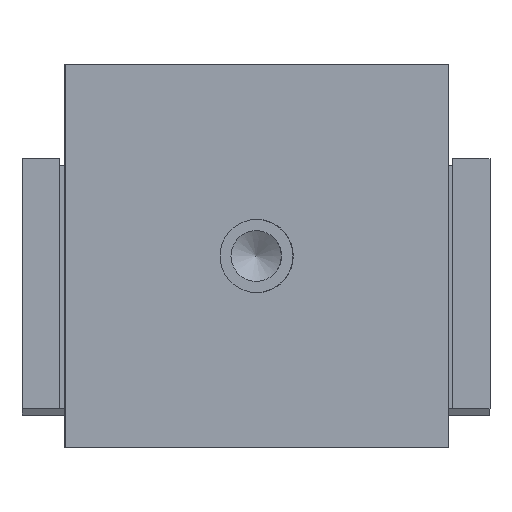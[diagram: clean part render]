
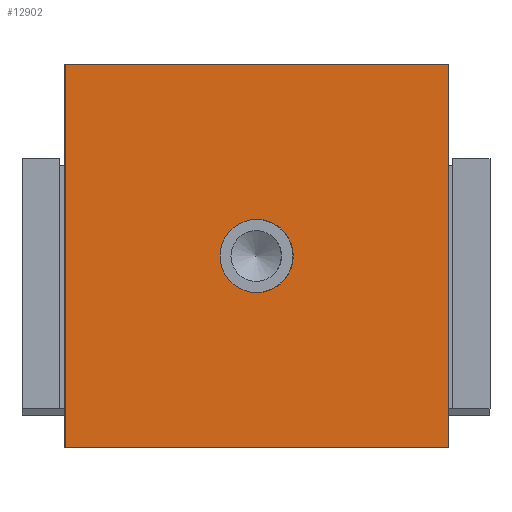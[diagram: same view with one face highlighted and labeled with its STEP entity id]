
A CAD part, left-side view. The second image highlights one B-rep face of the part: STEP entity #12902.
In plain terms, the highlighted planar face has unit normal (-1, -0.002, 0).
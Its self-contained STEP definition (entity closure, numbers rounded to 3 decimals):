
#598=FACE_BOUND('',#1694,.T.);
#709=CIRCLE('',#13703,2.388);
#962=FACE_OUTER_BOUND('',#1693,.T.);
#1693=EDGE_LOOP('',(#8504,#8505,#8506,#8507));
#1694=EDGE_LOOP('',(#8508));
#2569=LINE('',#17776,#3867);
#2570=LINE('',#17778,#3868);
#2571=LINE('',#17780,#3869);
#2572=LINE('',#17781,#3870);
#3867=VECTOR('',#14889,24.994);
#3868=VECTOR('',#14890,24.994);
#3869=VECTOR('',#14891,24.994);
#3870=VECTOR('',#14892,24.994);
#5118=VERTEX_POINT('',#17675);
#5166=VERTEX_POINT('',#17774);
#5167=VERTEX_POINT('',#17775);
#5168=VERTEX_POINT('',#17777);
#5169=VERTEX_POINT('',#17779);
#6405=EDGE_CURVE('',#5118,#5118,#709,.T.);
#6453=EDGE_CURVE('',#5166,#5167,#2569,.T.);
#6454=EDGE_CURVE('',#5168,#5166,#2570,.T.);
#6455=EDGE_CURVE('',#5169,#5168,#2571,.T.);
#6456=EDGE_CURVE('',#5167,#5169,#2572,.T.);
#8504=ORIENTED_EDGE('',*,*,#6453,.F.);
#8505=ORIENTED_EDGE('',*,*,#6454,.F.);
#8506=ORIENTED_EDGE('',*,*,#6455,.F.);
#8507=ORIENTED_EDGE('',*,*,#6456,.F.);
#8508=ORIENTED_EDGE('',*,*,#6405,.T.);
#11675=PLANE('',#13730);
#12902=ADVANCED_FACE('',(#962,#598),#11675,.T.);
#13703=AXIS2_PLACEMENT_3D('',#17677,#14811,#14812);
#13730=AXIS2_PLACEMENT_3D('',#17773,#14887,#14888);
#14811=DIRECTION('center_axis',(1.,0.002,0.));
#14812=DIRECTION('ref_axis',(0.,0.,
-1.));
#14887=DIRECTION('center_axis',(-1.,-0.002,
0.));
#14888=DIRECTION('ref_axis',(0.002,-1.,0.));
#14889=DIRECTION('',(0.,0.,1.));
#14890=DIRECTION('',(-0.002,1.,0.));
#14891=DIRECTION('',(0.,0.,-1.));
#14892=DIRECTION('',(0.002,-1.,0.));
#17675=CARTESIAN_POINT('',(24.789,101.548,48.783));
#17677=CARTESIAN_POINT('Origin',(24.789,101.548,51.171));
#17773=CARTESIAN_POINT('Origin',(24.789,101.548,51.171));
#17774=CARTESIAN_POINT('',(24.763,114.044,38.674));
#17775=CARTESIAN_POINT('',(24.763,114.044,63.667));
#17776=CARTESIAN_POINT('',(24.763,114.044,38.674));
#17777=CARTESIAN_POINT('',(24.815,89.051,38.674));
#17778=CARTESIAN_POINT('',(24.815,89.051,38.674));
#17779=CARTESIAN_POINT('',(24.815,89.051,63.667));
#17780=CARTESIAN_POINT('',(24.815,89.051,63.667));
#17781=CARTESIAN_POINT('',(24.763,114.044,63.667));
